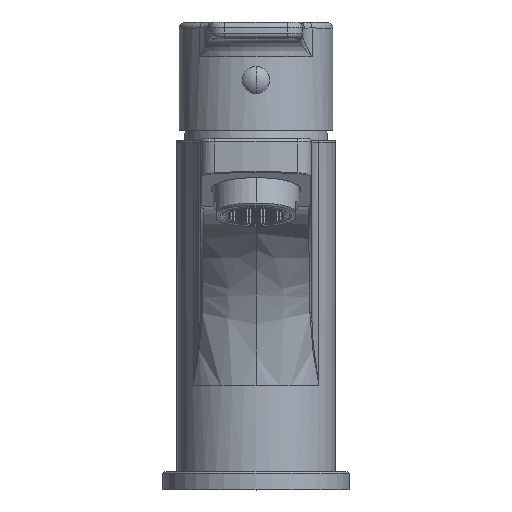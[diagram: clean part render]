
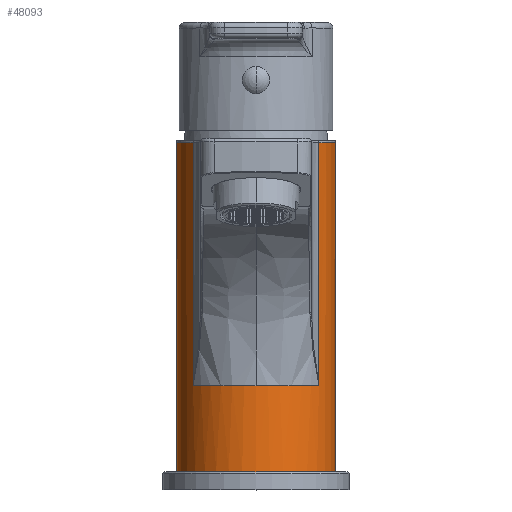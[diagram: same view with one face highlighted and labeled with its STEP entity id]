
A CAD part, top view. The second image highlights one B-rep face of the part: STEP entity #48093.
In plain terms, the highlighted cylindrical face has radius 22.25 mm (diameter 44.5 mm), a partial arc.
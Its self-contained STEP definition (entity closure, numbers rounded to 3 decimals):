
#4327=CARTESIAN_POINT('',(0.,25.5,22.25));
#4383=CARTESIAN_POINT('',(0.,25.5,0.));
#4384=DIRECTION('',(0.,-1.,0.));
#4385=DIRECTION('',(0.,0.,1.));
#4386=AXIS2_PLACEMENT_3D('',#4383,#4384,#4385);
#4460=CARTESIAN_POINT('',(17.593,25.5,13.622));
#4462=CARTESIAN_POINT('',(0.,25.5,0.));
#4463=DIRECTION('',(0.,-1.,0.));
#4464=DIRECTION('',(0.791,0.,0.612));
#4465=AXIS2_PLACEMENT_3D('',#4462,#4463,#4464);
#4878=CARTESIAN_POINT('',(0.,1.5,0.));
#4879=DIRECTION('',(0.,1.,0.));
#4880=DIRECTION('',(-1.,0.,0.));
#4881=AXIS2_PLACEMENT_3D('',#4878,#4879,#4880);
#4883=DIRECTION('',(0.,1.,0.));
#4884=VECTOR('',#4883,92.);
#4885=CARTESIAN_POINT('',(-22.25,1.5,0.));
#4886=LINE('',#4885,#4884);
#4887=CARTESIAN_POINT('',(0.,93.5,0.));
#4888=DIRECTION('',(0.,1.,0.));
#4889=DIRECTION('',(-1.,0.,0.));
#4890=AXIS2_PLACEMENT_3D('',#4887,#4888,#4889);
#4892=DIRECTION('',(0.,1.,0.));
#4893=VECTOR('',#4892,68.);
#4894=CARTESIAN_POINT('',(-17.593,25.5,13.622));
#4895=LINE('',#4894,#4893);
#4896=DIRECTION('',(0.,-1.,0.));
#4897=VECTOR('',#4896,68.);
#4898=CARTESIAN_POINT('',(17.593,93.5,13.622));
#4899=LINE('',#4898,#4897);
#4900=CARTESIAN_POINT('',(0.,93.5,0.));
#4901=DIRECTION('',(0.,1.,0.));
#4902=DIRECTION('',(0.791,0.,0.612));
#4903=AXIS2_PLACEMENT_3D('',#4900,#4901,#4902);
#35296=DIRECTION('',(0.,1.,0.));
#35297=VECTOR('',#35296,92.);
#35298=CARTESIAN_POINT('',(22.25,1.5,0.));
#35299=LINE('',#35298,#35297);
#35470=VERTEX_POINT('',#4327);
#35473=VERTEX_POINT('',#4460);
#35480=CARTESIAN_POINT('',(17.593,93.5,13.622));
#35482=VERTEX_POINT('',#35480);
#35483=CARTESIAN_POINT('',(22.25,93.5,0.));
#35484=VERTEX_POINT('',#35483);
#35485=CARTESIAN_POINT('',(-22.25,93.5,0.));
#35486=VERTEX_POINT('',#35485);
#35487=CARTESIAN_POINT('',(-17.593,93.5,13.622));
#35488=VERTEX_POINT('',#35487);
#35510=CARTESIAN_POINT('',(-17.593,25.5,
13.622));
#35511=VERTEX_POINT('',#35510);
#43471=CARTESIAN_POINT('',(22.25,1.5,0.));
#43472=CARTESIAN_POINT('',(-22.25,1.5,0.));
#43473=VERTEX_POINT('',#43471);
#43474=VERTEX_POINT('',#43472);
#48073=CARTESIAN_POINT('',(0.,0.,0.));
#48074=DIRECTION('',(0.,1.,0.));
#48075=DIRECTION('',(1.,0.,0.));
#48076=AXIS2_PLACEMENT_3D('',#48073,#48074,#48075);
#48077=CYLINDRICAL_SURFACE('',#48076,22.25);
#48079=ORIENTED_EDGE('',*,*,#48078,.F.);
#48081=ORIENTED_EDGE('',*,*,#48080,.T.);
#48082=ORIENTED_EDGE('',*,*,#48050,.T.);
#48083=ORIENTED_EDGE('',*,*,#47967,.F.);
#48084=ORIENTED_EDGE('',*,*,#47397,.F.);
#48085=ORIENTED_EDGE('',*,*,#47504,.F.);
#48087=ORIENTED_EDGE('',*,*,#48086,.F.);
#48088=ORIENTED_EDGE('',*,*,#48054,.T.);
#48090=ORIENTED_EDGE('',*,*,#48089,.F.);
#48091=EDGE_LOOP('',(#48079,#48081,#48082,#48083,#48084,#48085,#48087,#48088,
#48090));
#48092=FACE_OUTER_BOUND('',#48091,.F.);
#48093=ADVANCED_FACE('',(#48092),#48077,.T.);
#4387=CIRCLE('',#4386,22.25);
#4466=CIRCLE('',#4465,22.25);
#4882=CIRCLE('',#4881,22.25);
#4891=CIRCLE('',#4890,22.25);
#4904=CIRCLE('',#4903,22.25);
#47397=EDGE_CURVE('',#35470,#35511,#4387,.T.);
#47504=EDGE_CURVE('',#35473,#35470,#4466,.T.);
#47967=EDGE_CURVE('',#35511,#35488,#4895,.T.);
#48050=EDGE_CURVE('',#35486,#35488,#4891,.T.);
#48054=EDGE_CURVE('',#35482,#35484,#4904,.T.);
#48078=EDGE_CURVE('',#43474,#43473,#4882,.T.);
#48080=EDGE_CURVE('',#43474,#35486,#4886,.T.);
#48086=EDGE_CURVE('',#35482,#35473,#4899,.T.);
#48089=EDGE_CURVE('',#43473,#35484,#35299,.T.);
